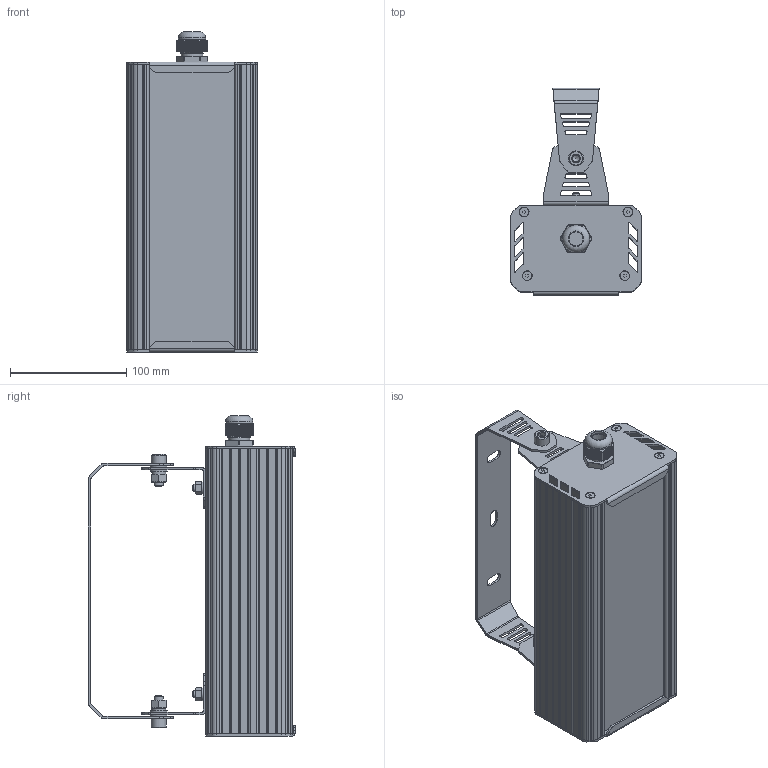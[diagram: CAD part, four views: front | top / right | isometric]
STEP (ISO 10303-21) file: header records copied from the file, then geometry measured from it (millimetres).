
FILE_DESCRIPTION(('STEP AP214'), '1');
FILE_NAME('001.0070.33.000 - ÃÑÏ-Ïðèìà-Îïòèê-30', '2023-09-22T17:52:06', ('Ëóêîíèí Å Ï'), ('ÎÊÁ Ñâîé Ñòèëü'), 'C3D Converter', 'C3D Toolkit', '');
FILE_SCHEMA(('AUTOMOTIVE_DESIGN { 1 0 10303 214 3 1 1}'));
Length unit declared in the file: millimetre
Products named in the file (39): 001.0070.33.000
Assembly tree (62 placements, depth 4):
  001.0070.33.000
    (unnamed)
      (unnamed)
      (unnamed)
      (unnamed)  x4
      (unnamed)
      (unnamed)  x4
      (unnamed)
      (unnamed)
      (unnamed)
      (unnamed)  x3
        (unnamed)
        (unnamed)
        (unnamed)
        (unnamed)
        (unnamed)
        (unnamed)
        (unnamed)
        (unnamed)
        (unnamed)
        (unnamed)
    (unnamed)
      (unnamed)
      (unnamed)
      (unnamed)  x2
      (unnamed)
      (unnamed)
      (unnamed)
      (unnamed)
      (unnamed)
      (unnamed)
      (unnamed)
      (unnamed)
      (unnamed)  x2
      (unnamed)
      (unnamed)
      (unnamed)
      (unnamed)
      (unnamed)
Bounding box: 112.19 x 178.44 x 276 mm (x, y, z)
Volume: 580047 mm3; surface area: 489281.5 mm2
Topology: 138 solids, 138 shells, 2827 faces, 7294 edges, 4909 vertices
Faces by surface type: plane 1768, cylinder 888, cone 98, bspline 52, torus 12, sphere 9
Full cylindrical faces by diameter (mm): 1 x9, 2 x6, 2.5 x12, 2.8 x75, 3.2 x9, 3.5 x18, 4 x8, 4.917 x2, 6 x4, 6.6 x2, 6.647 x2, 8 x10, 8.5 x4, 9 x43, 11 x2, 12 x1, 12.5 x1, 13 x2, 15 x4, 18.5 x3, 20 x1, 23.5 x1
Entity records: 105034 total; most frequent: CARTESIAN_POINT 37714, DIRECTION 10498, ORIENTED_EDGE 10374, EDGE_CURVE 5187, AXIS2_PLACEMENT_3D 3705, VERTEX_POINT 3579, LINE 3088, VECTOR 3088
